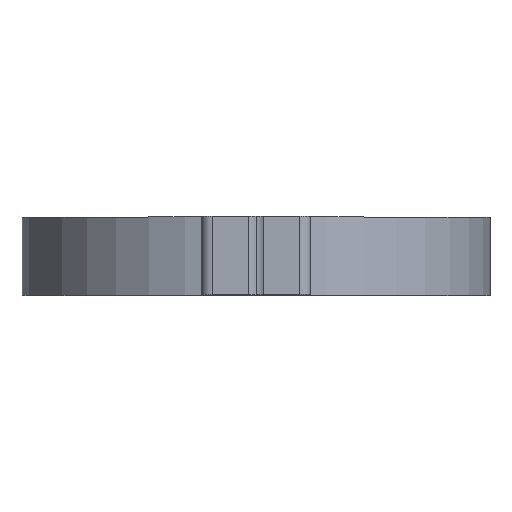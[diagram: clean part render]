
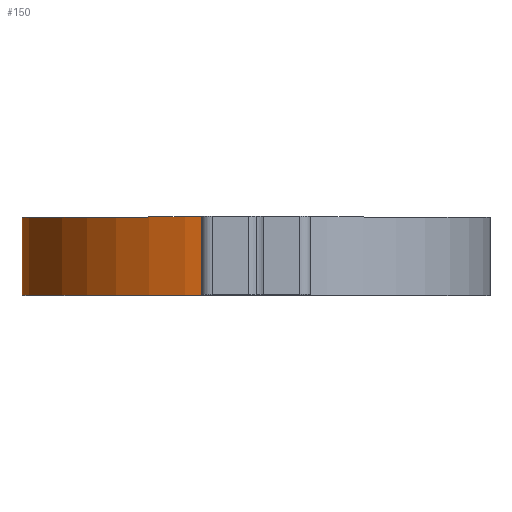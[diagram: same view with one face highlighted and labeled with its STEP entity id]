
A CAD part, top view. The second image highlights one B-rep face of the part: STEP entity #150.
In plain terms, the highlighted cylindrical face has radius 15 mm (diameter 30 mm), a partial arc.
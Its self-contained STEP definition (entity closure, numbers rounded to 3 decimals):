
#13 = CYLINDRICAL_SURFACE ( 'NONE', #818, 15. ) ;
#39 = ORIENTED_EDGE ( 'NONE', *, *, #488, .T. ) ;
#85 = CARTESIAN_POINT ( 'NONE',  ( 0., 0., -56.758 ) ) ;
#112 = ORIENTED_EDGE ( 'NONE', *, *, #1497, .T. ) ;
#138 = CARTESIAN_POINT ( 'NONE',  ( 0., 0., -41.758 ) ) ;
#150 = ADVANCED_FACE ( 'NONE', ( #950 ), #13, .T. ) ;
#269 = DIRECTION ( 'NONE',  ( 0., 1., 0. ) ) ;
#349 = DIRECTION ( 'NONE',  ( 0., 0., -1. ) ) ;
#353 = CIRCLE ( 'NONE', #1294, 15. ) ;
#361 = CIRCLE ( 'NONE', #1431, 15. ) ;
#367 = LINE ( 'NONE', #820, #376 ) ;
#369 = CARTESIAN_POINT ( 'NONE',  ( 0., 5., -41.758 ) ) ;
#376 = VECTOR ( 'NONE', #484, 1000. ) ;
#427 = EDGE_CURVE ( 'NONE', #886, #1246, #361, .T. ) ;
#460 = LINE ( 'NONE', #1395, #568 ) ;
#484 = DIRECTION ( 'NONE',  ( 0., -1., 0. ) ) ;
#488 = EDGE_CURVE ( 'NONE', #853, #1181, #353, .T. ) ;
#513 = CARTESIAN_POINT ( 'NONE',  ( -2.102, 5., -26.906 ) ) ;
#544 = CARTESIAN_POINT ( 'NONE',  ( 0., 5., -41.758 ) ) ;
#568 = VECTOR ( 'NONE', #1507, 1000. ) ;
#609 = EDGE_LOOP ( 'NONE', ( #946, #703, #39, #112 ) ) ;
#703 = ORIENTED_EDGE ( 'NONE', *, *, #1176, .T. ) ;
#704 = CARTESIAN_POINT ( 'NONE',  ( -2.102, 0., -26.906 ) ) ;
#743 = DIRECTION ( 'NONE',  ( 0., 0., 1. ) ) ;
#818 = AXIS2_PLACEMENT_3D ( 'NONE', #369, #1182, #349 ) ;
#820 = CARTESIAN_POINT ( 'NONE',  ( 0., 5., -56.758 ) ) ;
#853 = VERTEX_POINT ( 'NONE', #85 ) ;
#886 = VERTEX_POINT ( 'NONE', #1448 ) ;
#905 = DIRECTION ( 'NONE',  ( 0., 0., 1. ) ) ;
#946 = ORIENTED_EDGE ( 'NONE', *, *, #427, .F. ) ;
#950 = FACE_OUTER_BOUND ( 'NONE', #609, .T. ) ;
#1017 = DIRECTION ( 'NONE',  ( 0., 1., 0. ) ) ;
#1176 = EDGE_CURVE ( 'NONE', #886, #853, #367, .T. ) ;
#1181 = VERTEX_POINT ( 'NONE', #704 ) ;
#1182 = DIRECTION ( 'NONE',  ( 0., -1., 0. ) ) ;
#1246 = VERTEX_POINT ( 'NONE', #513 ) ;
#1294 = AXIS2_PLACEMENT_3D ( 'NONE', #138, #269, #743 ) ;
#1395 = CARTESIAN_POINT ( 'NONE',  ( -2.102, 5., -26.906 ) ) ;
#1431 = AXIS2_PLACEMENT_3D ( 'NONE', #544, #1017, #905 ) ;
#1448 = CARTESIAN_POINT ( 'NONE',  ( 0., 5., -56.758 ) ) ;
#1497 = EDGE_CURVE ( 'NONE', #1181, #1246, #460, .T. ) ;
#1507 = DIRECTION ( 'NONE',  ( 0., 1., 0. ) ) ;
